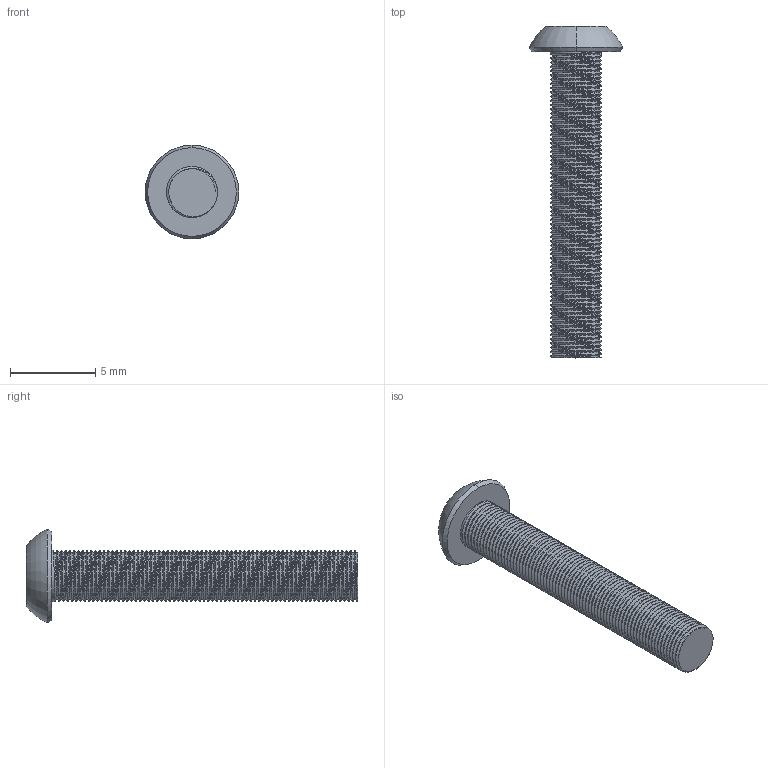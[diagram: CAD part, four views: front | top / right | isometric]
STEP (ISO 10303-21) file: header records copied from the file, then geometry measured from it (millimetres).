
FILE_DESCRIPTION (( 'STEP AP214' ), '1' );
FILE_NAME ('Screw_Machine_M3x18.STEP', '2019-12-07T17:36:36', ( '' ), ( '' ), 'SwSTEP 2.0', 'SolidWorks 2016', '' );
FILE_SCHEMA (( 'AUTOMOTIVE_DESIGN' ));
Length unit declared in the file: millimetre
Products named in the file (1): Screw_Machine_M3x18
Bounding box: 5.5 x 19.5 x 5.5 mm (x, y, z)
Volume: 139.8 mm3; surface area: 326.3 mm2
Topology: 1 solids, 1 shells, 211 faces, 602 edges, 398 vertices
Faces by surface type: cylinder 150, plane 37, bspline 18, torus 4, cone 2
Entity records: 16422 total; most frequent: CARTESIAN_POINT 11429, ORIENTED_EDGE 1204, DIRECTION 676, EDGE_CURVE 602, VERTEX_POINT 398, VECTOR 258, LINE 258, EDGE_LOOP 216
